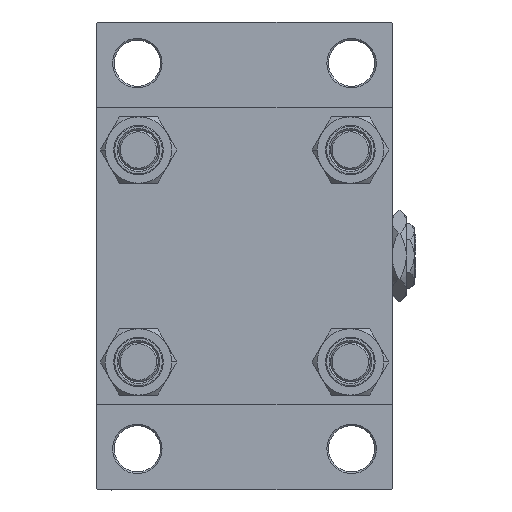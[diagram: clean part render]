
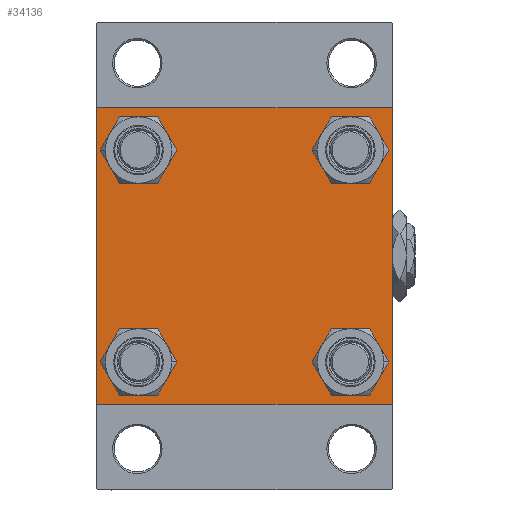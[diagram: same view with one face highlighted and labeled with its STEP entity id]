
A CAD part, left-side view. The second image highlights one B-rep face of the part: STEP entity #34136.
In plain terms, the highlighted planar face has unit normal (-1, 0, 0).
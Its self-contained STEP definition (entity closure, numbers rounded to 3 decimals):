
#247 = VECTOR ( 'NONE', #3029, 1000. ) ;
#310 = VECTOR ( 'NONE', #7539, 1000. ) ;
#854 = ORIENTED_EDGE ( 'NONE', *, *, #37889, .T. ) ;
#1821 = CARTESIAN_POINT ( 'NONE',  ( 0., 0., 0. ) ) ;
#3029 = DIRECTION ( 'NONE',  ( 0., 0.707, -0.707 ) ) ;
#3225 = ORIENTED_EDGE ( 'NONE', *, *, #19869, .T. ) ;
#3863 = CARTESIAN_POINT ( 'NONE',  ( 0., 32.15, -32.15 ) ) ;
#4066 = LINE ( 'NONE', #19410, #6659 ) ;
#4280 = CIRCLE ( 'NONE', #27188, 6.5 ) ;
#4866 = CARTESIAN_POINT ( 'NONE',  ( 0., 44.5, -45. ) ) ;
#5679 = VERTEX_POINT ( 'NONE', #37601 ) ;
#5796 = DIRECTION ( 'NONE',  ( 0., 0., 1. ) ) ;
#6457 = ORIENTED_EDGE ( 'NONE', *, *, #15945, .T. ) ;
#6659 = VECTOR ( 'NONE', #27097, 1000. ) ;
#7521 = AXIS2_PLACEMENT_3D ( 'NONE', #39005, #39741, #23917 ) ;
#7539 = DIRECTION ( 'NONE',  ( 0., -0.707, -0.707 ) ) ;
#8858 = DIRECTION ( 'NONE',  ( 0., 0., -1. ) ) ;
#9351 = EDGE_CURVE ( 'NONE', #5679, #42826, #22698, .T. ) ;
#9571 = AXIS2_PLACEMENT_3D ( 'NONE', #35738, #16676, #35501 ) ;
#10258 = CARTESIAN_POINT ( 'NONE',  ( 0., 45., -45. ) ) ;
#10419 = VECTOR ( 'NONE', #8858, 1000. ) ;
#11155 = CIRCLE ( 'NONE', #9571, 6.5 ) ;
#12479 = CARTESIAN_POINT ( 'NONE',  ( 0., -32.15, 38.65 ) ) ;
#12583 = CARTESIAN_POINT ( 'NONE',  ( 0., -45., 45. ) ) ;
#12608 = VERTEX_POINT ( 'NONE', #33851 ) ;
#12899 = DIRECTION ( 'NONE',  ( 0., -0.707, 0.707 ) ) ;
#12957 = FACE_BOUND ( 'NONE', #38064, .T. ) ;
#13751 = VERTEX_POINT ( 'NONE', #12479 ) ;
#14090 = EDGE_CURVE ( 'NONE', #18641, #12608, #21558, .T. ) ;
#14795 = ORIENTED_EDGE ( 'NONE', *, *, #21851, .T. ) ;
#15437 = CIRCLE ( 'NONE', #7521, 6.5 ) ;
#15945 = EDGE_CURVE ( 'NONE', #17622, #26490, #48843, .T. ) ;
#16012 = CARTESIAN_POINT ( 'NONE',  ( 0., 45., 45. ) ) ;
#16055 = ORIENTED_EDGE ( 'NONE', *, *, #16712, .T. ) ;
#16193 = EDGE_CURVE ( 'NONE', #46637, #25405, #33457, .T. ) ;
#16306 = CARTESIAN_POINT ( 'NONE',  ( 0., -32.15, 32.15 ) ) ;
#16511 = DIRECTION ( 'NONE',  ( 0., -1., 0. ) ) ;
#16676 = DIRECTION ( 'NONE',  ( 1., 0., 0. ) ) ;
#16712 = EDGE_CURVE ( 'NONE', #21416, #38928, #41355, .T. ) ;
#16794 = DIRECTION ( 'NONE',  ( 1., 0., 0. ) ) ;
#16919 = DIRECTION ( 'NONE',  ( -1., 0., 0. ) ) ;
#17062 = EDGE_CURVE ( 'NONE', #26490, #38732, #25037, .T. ) ;
#17622 = VERTEX_POINT ( 'NONE', #4866 ) ;
#18606 = CARTESIAN_POINT ( 'NONE',  ( 0., 44.75, 44.75 ) ) ;
#18641 = VERTEX_POINT ( 'NONE', #40271 ) ;
#19079 = CARTESIAN_POINT ( 'NONE',  ( 0., 32.15, -38.65 ) ) ;
#19344 = EDGE_CURVE ( 'NONE', #46637, #30952, #24215, .T. ) ;
#19410 = CARTESIAN_POINT ( 'NONE',  ( 0., 45., 45. ) ) ;
#19636 = CARTESIAN_POINT ( 'NONE',  ( 0., -45., -44.5 ) ) ;
#19869 = EDGE_CURVE ( 'NONE', #28954, #30952, #34484, .T. ) ;
#20834 = DIRECTION ( 'NONE',  ( 0., 0., 1. ) ) ;
#20895 = DIRECTION ( 'NONE',  ( 0., 0., 1. ) ) ;
#21155 = EDGE_CURVE ( 'NONE', #38928, #21416, #4280, .T. ) ;
#21416 = VERTEX_POINT ( 'NONE', #24980 ) ;
#21558 = CIRCLE ( 'NONE', #23923, 6.5 ) ;
#21851 = EDGE_CURVE ( 'NONE', #44979, #17622, #41457, .T. ) ;
#21905 = EDGE_CURVE ( 'NONE', #25405, #44979, #4066, .T. ) ;
#22233 = ORIENTED_EDGE ( 'NONE', *, *, #14090, .T. ) ;
#22509 = CARTESIAN_POINT ( 'NONE',  ( 0., 32.15, 32.15 ) ) ;
#22598 = ORIENTED_EDGE ( 'NONE', *, *, #21905, .T. ) ;
#22698 = CIRCLE ( 'NONE', #29035, 6.5 ) ;
#23030 = EDGE_LOOP ( 'NONE', ( #22598, #14795, #6457, #29729, #28696, #3225, #37757, #48748 ) ) ;
#23089 = AXIS2_PLACEMENT_3D ( 'NONE', #22509, #26215, #26464 ) ;
#23917 = DIRECTION ( 'NONE',  ( 0., 0., 1. ) ) ;
#23923 = AXIS2_PLACEMENT_3D ( 'NONE', #32229, #24555, #20834 ) ;
#24215 = LINE ( 'NONE', #16012, #38168 ) ;
#24370 = FACE_BOUND ( 'NONE', #33680, .T. ) ;
#24555 = DIRECTION ( 'NONE',  ( 1., 0., 0. ) ) ;
#24591 = EDGE_CURVE ( 'NONE', #38798, #13751, #15437, .T. ) ;
#24613 = DIRECTION ( 'NONE',  ( 1., 0., 0. ) ) ;
#24769 = AXIS2_PLACEMENT_3D ( 'NONE', #3863, #41248, #41014 ) ;
#24980 = CARTESIAN_POINT ( 'NONE',  ( 0., 32.15, -25.65 ) ) ;
#25037 = LINE ( 'NONE', #35678, #32604 ) ;
#25213 = CARTESIAN_POINT ( 'NONE',  ( 0., -44.5, -45. ) ) ;
#25242 = EDGE_LOOP ( 'NONE', ( #35402, #35572 ) ) ;
#25405 = VERTEX_POINT ( 'NONE', #27450 ) ;
#26215 = DIRECTION ( 'NONE',  ( 1., 0., 0. ) ) ;
#26219 = DIRECTION ( 'NONE',  ( 0., 0., 1. ) ) ;
#26464 = DIRECTION ( 'NONE',  ( 0., 0., 1. ) ) ;
#26490 = VERTEX_POINT ( 'NONE', #25213 ) ;
#26713 = CARTESIAN_POINT ( 'NONE',  ( 0., -32.15, -32.15 ) ) ;
#27097 = DIRECTION ( 'NONE',  ( 0., 0., -1. ) ) ;
#27188 = AXIS2_PLACEMENT_3D ( 'NONE', #43424, #24613, #5796 ) ;
#27301 = ORIENTED_EDGE ( 'NONE', *, *, #9351, .T. ) ;
#27450 = CARTESIAN_POINT ( 'NONE',  ( 0., 45., 44.5 ) ) ;
#28696 = ORIENTED_EDGE ( 'NONE', *, *, #41235, .F. ) ;
#28795 = CARTESIAN_POINT ( 'NONE',  ( 0., -32.15, 25.65 ) ) ;
#28954 = VERTEX_POINT ( 'NONE', #37400 ) ;
#29035 = AXIS2_PLACEMENT_3D ( 'NONE', #26713, #45504, #26219 ) ;
#29349 = CARTESIAN_POINT ( 'NONE',  ( 0., 44.75, -44.75 ) ) ;
#29729 = ORIENTED_EDGE ( 'NONE', *, *, #17062, .T. ) ;
#30450 = ORIENTED_EDGE ( 'NONE', *, *, #21155, .T. ) ;
#30952 = VERTEX_POINT ( 'NONE', #45425 ) ;
#31424 = DIRECTION ( 'NONE',  ( 0., 0., 1. ) ) ;
#32229 = CARTESIAN_POINT ( 'NONE',  ( 0., 32.15, 32.15 ) ) ;
#32604 = VECTOR ( 'NONE', #12899, 1000. ) ;
#33457 = LINE ( 'NONE', #18606, #247 ) ;
#33680 = EDGE_LOOP ( 'NONE', ( #22233, #854 ) ) ;
#33851 = CARTESIAN_POINT ( 'NONE',  ( 0., 32.15, 25.65 ) ) ;
#34136 = ADVANCED_FACE ( 'NONE', ( #46863, #12957, #43170, #24370, #39459 ), #35734, .T. ) ;
#34484 = LINE ( 'NONE', #42143, #42951 ) ;
#34915 = EDGE_CURVE ( 'NONE', #13751, #38798, #44145, .T. ) ;
#35402 = ORIENTED_EDGE ( 'NONE', *, *, #34915, .T. ) ;
#35475 = DIRECTION ( 'NONE',  ( 0., 0.707, 0.707 ) ) ;
#35501 = DIRECTION ( 'NONE',  ( 0., 0., 1. ) ) ;
#35572 = ORIENTED_EDGE ( 'NONE', *, *, #24591, .T. ) ;
#35678 = CARTESIAN_POINT ( 'NONE',  ( 0., -44.75, -44.75 ) ) ;
#35734 = PLANE ( 'NONE',  #37766 ) ;
#35738 = CARTESIAN_POINT ( 'NONE',  ( 0., -32.15, -32.15 ) ) ;
#37400 = CARTESIAN_POINT ( 'NONE',  ( 0., -45., 44.5 ) ) ;
#37601 = CARTESIAN_POINT ( 'NONE',  ( 0., -32.15, -25.65 ) ) ;
#37749 = ORIENTED_EDGE ( 'NONE', *, *, #40253, .T. ) ;
#37757 = ORIENTED_EDGE ( 'NONE', *, *, #19344, .F. ) ;
#37766 = AXIS2_PLACEMENT_3D ( 'NONE', #1821, #16919, #20895 ) ;
#37889 = EDGE_CURVE ( 'NONE', #12608, #18641, #38924, .T. ) ;
#38064 = EDGE_LOOP ( 'NONE', ( #27301, #37749 ) ) ;
#38168 = VECTOR ( 'NONE', #16511, 1000. ) ;
#38732 = VERTEX_POINT ( 'NONE', #19636 ) ;
#38798 = VERTEX_POINT ( 'NONE', #28795 ) ;
#38924 = CIRCLE ( 'NONE', #23089, 6.5 ) ;
#38928 = VERTEX_POINT ( 'NONE', #19079 ) ;
#38998 = VECTOR ( 'NONE', #44888, 1000. ) ;
#39005 = CARTESIAN_POINT ( 'NONE',  ( 0., -32.15, 32.15 ) ) ;
#39428 = AXIS2_PLACEMENT_3D ( 'NONE', #16306, #16794, #31424 ) ;
#39459 = FACE_OUTER_BOUND ( 'NONE', #23030, .T. ) ;
#39741 = DIRECTION ( 'NONE',  ( 1., 0., 0. ) ) ;
#40253 = EDGE_CURVE ( 'NONE', #42826, #5679, #11155, .T. ) ;
#40271 = CARTESIAN_POINT ( 'NONE',  ( 0., 32.15, 38.65 ) ) ;
#41014 = DIRECTION ( 'NONE',  ( 0., 0., 1. ) ) ;
#41235 = EDGE_CURVE ( 'NONE', #28954, #38732, #42778, .T. ) ;
#41248 = DIRECTION ( 'NONE',  ( 1., 0., 0. ) ) ;
#41355 = CIRCLE ( 'NONE', #24769, 6.5 ) ;
#41457 = LINE ( 'NONE', #29349, #310 ) ;
#42143 = CARTESIAN_POINT ( 'NONE',  ( 0., -44.75, 44.75 ) ) ;
#42249 = CARTESIAN_POINT ( 'NONE',  ( 0., 45., -44.5 ) ) ;
#42412 = CARTESIAN_POINT ( 'NONE',  ( 0., 44.5, 45. ) ) ;
#42778 = LINE ( 'NONE', #12583, #10419 ) ;
#42826 = VERTEX_POINT ( 'NONE', #48330 ) ;
#42951 = VECTOR ( 'NONE', #35475, 1000. ) ;
#43170 = FACE_BOUND ( 'NONE', #45091, .T. ) ;
#43424 = CARTESIAN_POINT ( 'NONE',  ( 0., 32.15, -32.15 ) ) ;
#44145 = CIRCLE ( 'NONE', #39428, 6.5 ) ;
#44888 = DIRECTION ( 'NONE',  ( 0., -1., 0. ) ) ;
#44979 = VERTEX_POINT ( 'NONE', #42249 ) ;
#45091 = EDGE_LOOP ( 'NONE', ( #16055, #30450 ) ) ;
#45425 = CARTESIAN_POINT ( 'NONE',  ( 0., -44.5, 45. ) ) ;
#45504 = DIRECTION ( 'NONE',  ( 1., 0., 0. ) ) ;
#46637 = VERTEX_POINT ( 'NONE', #42412 ) ;
#46863 = FACE_BOUND ( 'NONE', #25242, .T. ) ;
#48330 = CARTESIAN_POINT ( 'NONE',  ( 0., -32.15, -38.65 ) ) ;
#48748 = ORIENTED_EDGE ( 'NONE', *, *, #16193, .T. ) ;
#48843 = LINE ( 'NONE', #10258, #38998 ) ;
